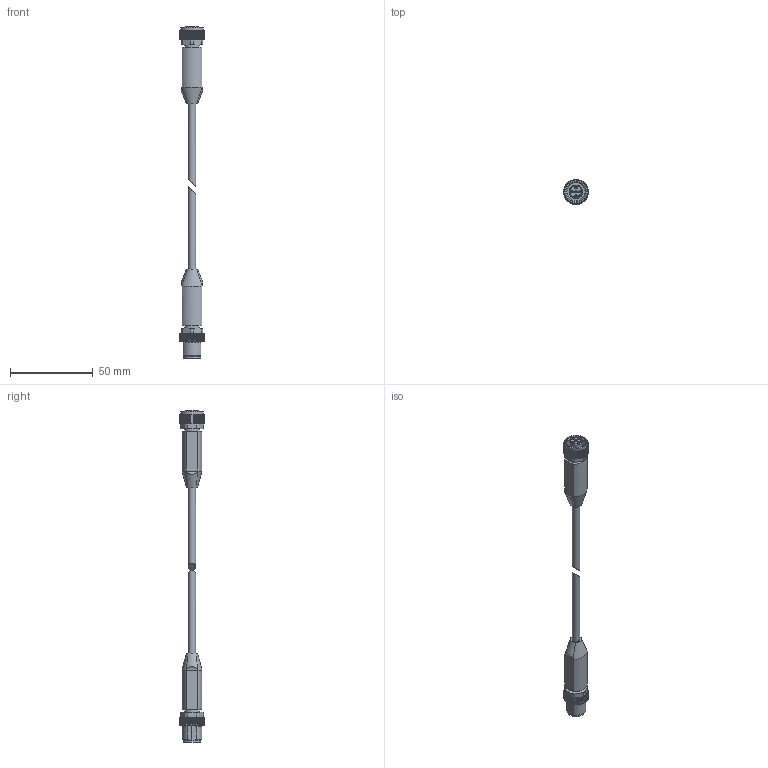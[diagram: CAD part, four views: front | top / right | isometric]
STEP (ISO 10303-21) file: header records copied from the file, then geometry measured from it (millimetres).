
FILE_DESCRIPTION(/* description */ ('STEP AP214'),/* implementation_level */ '2;1');
FILE_NAME(/* name */ '8078276_NEBA-M12G5-U-2_5-N-M12G5',/* time_stamp */ '2024-09-11T21:44:50+02:00',/* author */ ('License CC BY-ND 4.0'),/* organization */ ('CADENAS'),/* preprocessor_version */ 'ST-DEVELOPER v19.3',/* originating_system */ 'PARTsolutions',/* authorisation */ ' ');
FILE_SCHEMA (('AUTOMOTIVE_DESIGN {1 0 10303 214 3 1 1}'));
Length unit declared in the file: millimetre
Products named in the file (3): 8078276 NEBA-M12G5-U-2.5-N-M12G5---(11400p); 8159588 NEBA-M12G5-X5---(15400); 8159601 NEBA-M12G5---(1400P)
Assembly tree (2 placements, depth 2):
  8078276 NEBA-M12G5-U-2.5-N-M12G5---(11400p)
    8159588 NEBA-M12G5-X5---(15400)
    8159601 NEBA-M12G5---(1400P)
Bounding box: 14.9 x 14.89 x 200.2 mm (x, y, z)
Volume: 12339.1 mm3; surface area: 7176.6 mm2
Topology: 2 solids, 2 shells, 778 faces, 2238 edges, 1482 vertices
Faces by surface type: cylinder 319, plane 236, torus 199, cone 11, bspline 8, sphere 5
Full cylindrical faces by diameter (mm): 1 x5, 1.15 x5, 1.5 x5, 4.5 x2, 8.05 x1, 8.375 x1, 8.85 x2, 10.45 x1, 10.917 x1, 12.3 x1, 13.8 x1
Entity records: 31486 total; most frequent: CARTESIAN_POINT 6350, ORIENTED_EDGE 4368, DIRECTION 3826, EDGE_CURVE 2184, VERTEX_POINT 1467, AXIS2_PLACEMENT_3D 1455, LINE 916, VECTOR 916
